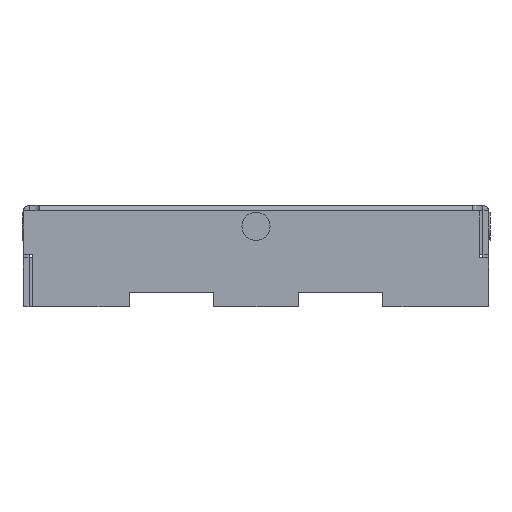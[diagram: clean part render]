
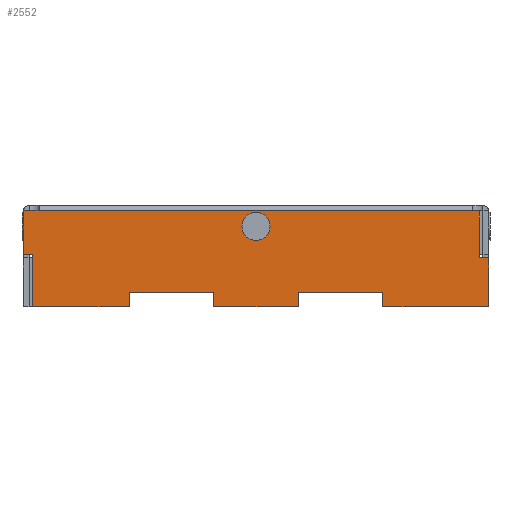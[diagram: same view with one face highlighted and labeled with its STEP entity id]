
A CAD part, left-side view. The second image highlights one B-rep face of the part: STEP entity #2552.
In plain terms, the highlighted planar face has unit normal (-1, 0, 0).
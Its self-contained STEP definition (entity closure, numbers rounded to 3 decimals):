
#37=PLANE('',#2710);
#154=FACE_OUTER_BOUND('',#303,.T.);
#303=EDGE_LOOP('',(#1768,#1769,#1770,#1771,#1772,#1773,#1774,#1775,#1776,
#1777,#1778,#1779,#1780,#1781,#1782,#1783,#1784,#1785));
#458=LINE('',#3668,#769);
#459=LINE('',#3671,#770);
#460=LINE('',#3673,#771);
#461=LINE('',#3675,#772);
#462=LINE('',#3677,#773);
#463=LINE('',#3679,#774);
#464=LINE('',#3681,#775);
#465=LINE('',#3683,#776);
#466=LINE('',#3685,#777);
#467=LINE('',#3687,#778);
#468=LINE('',#3689,#779);
#469=LINE('',#3691,#780);
#470=LINE('',#3693,#781);
#471=LINE('',#3695,#782);
#472=LINE('',#3697,#783);
#473=LINE('',#3699,#784);
#474=LINE('',#3701,#785);
#475=LINE('',#3702,#786);
#769=VECTOR('',#2929,15.385);
#770=VECTOR('',#2932,0.557);
#771=VECTOR('',#2933,1.535);
#772=VECTOR('',#2934,0.33);
#773=VECTOR('',#2935,1.865);
#774=VECTOR('',#2936,3.42);
#775=VECTOR('',#2937,0.5);
#776=VECTOR('',#2938,3.);
#777=VECTOR('',#2939,0.5);
#778=VECTOR('',#2940,3.);
#779=VECTOR('',#2941,0.5);
#780=VECTOR('',#2942,3.);
#781=VECTOR('',#2943,0.5);
#782=VECTOR('',#2944,3.75);
#783=VECTOR('',#2945,1.735);
#784=VECTOR('',#2946,0.33);
#785=VECTOR('',#2947,1.665);
#786=VECTOR('',#2948,0.227);
#1143=VERTEX_POINT('',#3661);
#1146=VERTEX_POINT('',#3666);
#1147=VERTEX_POINT('',#3670);
#1148=VERTEX_POINT('',#3672);
#1149=VERTEX_POINT('',#3674);
#1150=VERTEX_POINT('',#3676);
#1151=VERTEX_POINT('',#3678);
#1152=VERTEX_POINT('',#3680);
#1153=VERTEX_POINT('',#3682);
#1154=VERTEX_POINT('',#3684);
#1155=VERTEX_POINT('',#3686);
#1156=VERTEX_POINT('',#3688);
#1157=VERTEX_POINT('',#3690);
#1158=VERTEX_POINT('',#3692);
#1159=VERTEX_POINT('',#3694);
#1160=VERTEX_POINT('',#3696);
#1161=VERTEX_POINT('',#3698);
#1162=VERTEX_POINT('',#3700);
#1390=EDGE_CURVE('',#1146,#1143,#458,.T.);
#1391=EDGE_CURVE('',#1146,#1147,#459,.T.);
#1392=EDGE_CURVE('',#1148,#1147,#460,.T.);
#1393=EDGE_CURVE('',#1148,#1149,#461,.T.);
#1394=EDGE_CURVE('',#1149,#1150,#462,.T.);
#1395=EDGE_CURVE('',#1150,#1151,#463,.T.);
#1396=EDGE_CURVE('',#1151,#1152,#464,.T.);
#1397=EDGE_CURVE('',#1152,#1153,#465,.T.);
#1398=EDGE_CURVE('',#1153,#1154,#466,.T.);
#1399=EDGE_CURVE('',#1154,#1155,#467,.T.);
#1400=EDGE_CURVE('',#1155,#1156,#468,.T.);
#1401=EDGE_CURVE('',#1156,#1157,#469,.T.);
#1402=EDGE_CURVE('',#1157,#1158,#470,.T.);
#1403=EDGE_CURVE('',#1158,#1159,#471,.T.);
#1404=EDGE_CURVE('',#1159,#1160,#472,.T.);
#1405=EDGE_CURVE('',#1160,#1161,#473,.T.);
#1406=EDGE_CURVE('',#1161,#1162,#474,.T.);
#1407=EDGE_CURVE('',#1162,#1143,#475,.T.);
#1768=ORIENTED_EDGE('',*,*,#1390,.F.);
#1769=ORIENTED_EDGE('',*,*,#1391,.T.);
#1770=ORIENTED_EDGE('',*,*,#1392,.F.);
#1771=ORIENTED_EDGE('',*,*,#1393,.T.);
#1772=ORIENTED_EDGE('',*,*,#1394,.T.);
#1773=ORIENTED_EDGE('',*,*,#1395,.T.);
#1774=ORIENTED_EDGE('',*,*,#1396,.T.);
#1775=ORIENTED_EDGE('',*,*,#1397,.T.);
#1776=ORIENTED_EDGE('',*,*,#1398,.T.);
#1777=ORIENTED_EDGE('',*,*,#1399,.T.);
#1778=ORIENTED_EDGE('',*,*,#1400,.T.);
#1779=ORIENTED_EDGE('',*,*,#1401,.T.);
#1780=ORIENTED_EDGE('',*,*,#1402,.T.);
#1781=ORIENTED_EDGE('',*,*,#1403,.T.);
#1782=ORIENTED_EDGE('',*,*,#1404,.T.);
#1783=ORIENTED_EDGE('',*,*,#1405,.T.);
#1784=ORIENTED_EDGE('',*,*,#1406,.T.);
#1785=ORIENTED_EDGE('',*,*,#1407,.T.);
#2552=ADVANCED_FACE('',(#154),#37,.T.);
#2710=AXIS2_PLACEMENT_3D('',#3669,#2930,#2931);
#2929=DIRECTION('',(0.,-1.,0.));
#2930=DIRECTION('center_axis',(-1.,0.,0.));
#2931=DIRECTION('ref_axis',(0.,-1.,0.));
#2932=DIRECTION('',(0.,1.,0.));
#2933=DIRECTION('',(0.,0.,1.));
#2934=DIRECTION('',(0.,-1.,0.));
#2935=DIRECTION('',(0.,0.,-1.));
#2936=DIRECTION('',(0.,-1.,0.));
#2937=DIRECTION('',(0.,0.,1.));
#2938=DIRECTION('',(0.,-1.,0.));
#2939=DIRECTION('',(0.,0.,-1.));
#2940=DIRECTION('',(0.,-1.,0.));
#2941=DIRECTION('',(0.,0.,1.));
#2942=DIRECTION('',(0.,-1.,0.));
#2943=DIRECTION('',(0.,0.,-1.));
#2944=DIRECTION('',(0.,-1.,0.));
#2945=DIRECTION('',(0.,0.,1.));
#2946=DIRECTION('',(0.,1.,0.));
#2947=DIRECTION('',(0.,0.,1.));
#2948=DIRECTION('',(0.,1.,0.));
#3661=CARTESIAN_POINT('',(-8.25,-7.693,3.4));
#3666=CARTESIAN_POINT('',(-8.25,7.693,3.4));
#3668=CARTESIAN_POINT('',(-8.25,4.125,3.4));
#3669=CARTESIAN_POINT('Origin',(-8.25,8.25,0.));
#3670=CARTESIAN_POINT('',(-8.25,8.25,3.4));
#3671=CARTESIAN_POINT('',(-8.25,8.135,3.4));
#3672=CARTESIAN_POINT('',(-8.25,8.25,1.865));
#3673=CARTESIAN_POINT('',(-8.25,8.25,0.));
#3674=CARTESIAN_POINT('',(-8.25,7.92,1.865));
#3675=CARTESIAN_POINT('',(-8.25,8.15,1.865));
#3676=CARTESIAN_POINT('',(-8.25,7.92,0.));
#3677=CARTESIAN_POINT('',(-8.25,7.92,0.7));
#3678=CARTESIAN_POINT('',(-8.25,4.5,0.));
#3679=CARTESIAN_POINT('',(-8.25,8.25,0.));
#3680=CARTESIAN_POINT('',(-8.25,4.5,0.5));
#3681=CARTESIAN_POINT('',(-8.25,4.5,0.));
#3682=CARTESIAN_POINT('',(-8.25,1.5,0.5));
#3683=CARTESIAN_POINT('',(-8.25,5.625,0.5));
#3684=CARTESIAN_POINT('',(-8.25,1.5,0.));
#3685=CARTESIAN_POINT('',(-8.25,1.5,0.));
#3686=CARTESIAN_POINT('',(-8.25,-1.5,0.));
#3687=CARTESIAN_POINT('',(-8.25,8.25,0.));
#3688=CARTESIAN_POINT('',(-8.25,-1.5,0.5));
#3689=CARTESIAN_POINT('',(-8.25,-1.5,0.));
#3690=CARTESIAN_POINT('',(-8.25,-4.5,0.5));
#3691=CARTESIAN_POINT('',(-8.25,2.625,0.5));
#3692=CARTESIAN_POINT('',(-8.25,-4.5,0.));
#3693=CARTESIAN_POINT('',(-8.25,-4.5,0.));
#3694=CARTESIAN_POINT('',(-8.25,-8.25,0.));
#3695=CARTESIAN_POINT('',(-8.25,8.25,0.));
#3696=CARTESIAN_POINT('',(-8.25,-8.25,1.735));
#3697=CARTESIAN_POINT('',(-8.25,-8.25,0.));
#3698=CARTESIAN_POINT('',(-8.25,-7.92,1.735));
#3699=CARTESIAN_POINT('',(-8.25,0.05,1.735));
#3700=CARTESIAN_POINT('',(-8.25,-7.92,3.4));
#3701=CARTESIAN_POINT('',(-8.25,-7.92,1.05));
#3702=CARTESIAN_POINT('',(-8.25,0.115,3.4));
